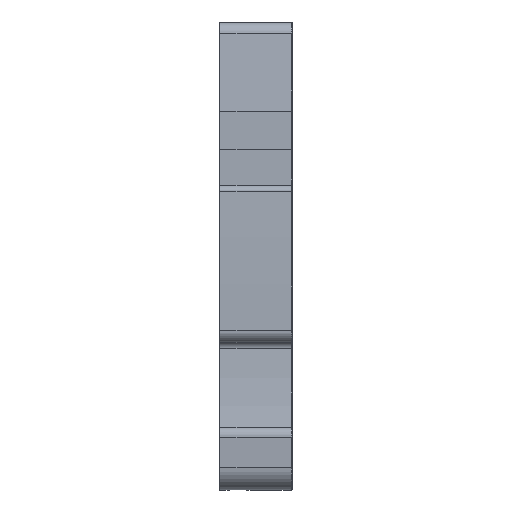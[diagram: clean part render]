
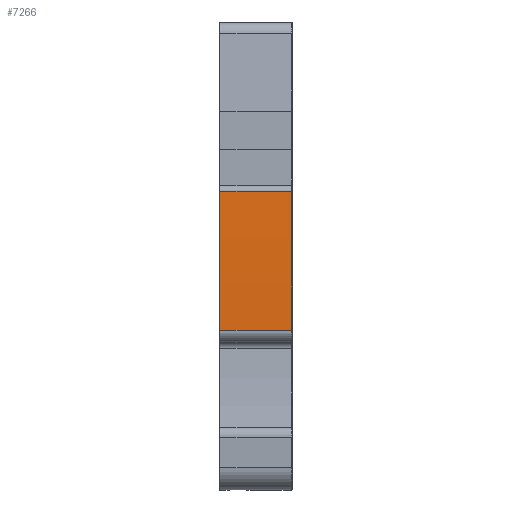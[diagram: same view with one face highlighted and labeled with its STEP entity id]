
A CAD part, front view. The second image highlights one B-rep face of the part: STEP entity #7266.
In plain terms, the highlighted cylindrical face has radius 198.503 mm (diameter 397.006 mm), a partial arc.
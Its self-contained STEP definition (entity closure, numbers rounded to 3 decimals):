
#7239=AXIS2_PLACEMENT_3D('Cylinder Axis2P3D',#7236,#7237,#7238) ;
#7243=AXIS2_PLACEMENT_3D('Circle Axis2P3D',#7241,#7242,$) ;
#7257=AXIS2_PLACEMENT_3D('Circle Axis2P3D',#7255,#7256,$) ;
#7214=CARTESIAN_POINT('Vertex',(0.,1.674,25.2)) ;
#7217=CARTESIAN_POINT('Line Origine',(3.025,1.674,25.2)) ;
#7221=CARTESIAN_POINT('Vertex',(6.05,1.674,25.2)) ;
#7236=CARTESIAN_POINT('Axis2P3D Location',(0.025,200.01,17.05)) ;
#7241=CARTESIAN_POINT('Axis2P3D Location',(0.,200.01,17.05)) ;
#7245=CARTESIAN_POINT('Vertex',(0.,1.54,13.45)) ;
#7248=CARTESIAN_POINT('Line Origine',(0.025,1.54,13.45)) ;
#7252=CARTESIAN_POINT('Vertex',(6.05,1.54,13.45)) ;
#7255=CARTESIAN_POINT('Axis2P3D Location',(6.05,200.01,17.05)) ;
#7218=DIRECTION('Vector Direction',(-1.,0.,0.)) ;
#7237=DIRECTION('Axis2P3D Direction',(-1.,0.,0.)) ;
#7238=DIRECTION('Axis2P3D XDirection',(0.,-1.,-0.018)) ;
#7242=DIRECTION('Axis2P3D Direction',(-1.,0.,0.)) ;
#7249=DIRECTION('Vector Direction',(-1.,0.,0.)) ;
#7256=DIRECTION('Axis2P3D Direction',(-1.,0.,0.)) ;
#7219=VECTOR('Line Direction',#7218,1.) ;
#7250=VECTOR('Line Direction',#7249,1.) ;
#7261=ORIENTED_EDGE('',*,*,#7223,.T.) ;
#7262=ORIENTED_EDGE('',*,*,#7247,.F.) ;
#7263=ORIENTED_EDGE('',*,*,#7254,.T.) ;
#7264=ORIENTED_EDGE('',*,*,#7259,.T.) ;
#7266=ADVANCED_FACE('MLD 1',(#7265),#7240,.T.) ;
#7244=CIRCLE('generated circle',#7243,198.503) ;
#7258=CIRCLE('generated circle',#7257,198.503) ;
#7240=CYLINDRICAL_SURFACE('generated cylinder',#7239,198.503) ;
#7223=EDGE_CURVE('',#7222,#7215,#7220,.T.) ;
#7247=EDGE_CURVE('',#7246,#7215,#7244,.T.) ;
#7254=EDGE_CURVE('',#7246,#7253,#7251,.F.) ;
#7259=EDGE_CURVE('',#7253,#7222,#7258,.T.) ;
#7260=EDGE_LOOP('',(#7261,#7262,#7263,#7264)) ;
#7265=FACE_OUTER_BOUND('',#7260,.T.) ;
#7220=LINE('Line',#7217,#7219) ;
#7251=LINE('Line',#7248,#7250) ;
#7215=VERTEX_POINT('',#7214) ;
#7222=VERTEX_POINT('',#7221) ;
#7246=VERTEX_POINT('',#7245) ;
#7253=VERTEX_POINT('',#7252) ;
